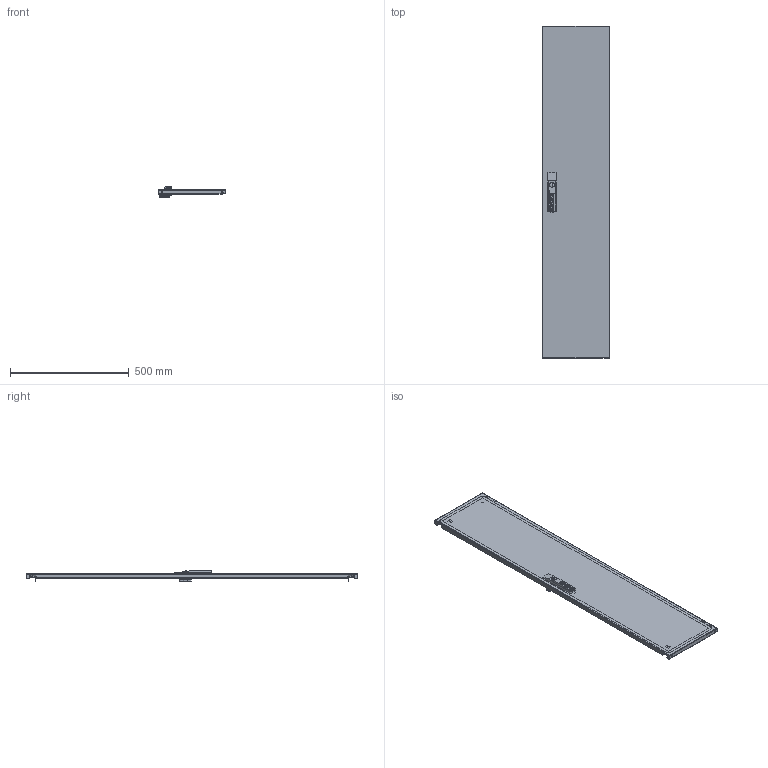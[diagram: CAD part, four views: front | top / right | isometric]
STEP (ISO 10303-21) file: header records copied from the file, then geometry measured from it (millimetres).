
FILE_DESCRIPTION(('STEP AP214'),'1');
FILE_NAME('cctmp_984ADD4B-AE90-4F98-8FBC-C7F6EA2F1287_2023_07_22_16_00_08_0391..stp','2023-07-22T14:00:09',('SIEMENS A&D'),('CADClick - www.CADClick.com'),'Spatial InterOp 3D postprocessed',' ','unknown authorization');
FILE_SCHEMA(('AUTOMOTIVE_DESIGN'));
Length unit declared in the file: millimetre
Products named in the file (12): cc_unnamed; 2023_07_22_16_00_08_0354; 2023_07_22_16_00_08_0350; 2023_07_22_16_00_08_0346; 2023_07_22_16_00_08_0342; 2023_07_22_16_00_08_0338; 2023_07_22_16_00_08_0334; 2023_07_22_16_00_08_0331; 2023_07_22_16_00_08_0327; 2023_07_22_16_00_08_0323; 2023_07_22_16_00_08_0319; 2023_07_22_16_00_08_0315
Assembly tree (11 placements, depth 2):
  cc_unnamed
    2023_07_22_16_00_08_0354
    2023_07_22_16_00_08_0350
    2023_07_22_16_00_08_0346
    2023_07_22_16_00_08_0342
    2023_07_22_16_00_08_0338
    2023_07_22_16_00_08_0334
    2023_07_22_16_00_08_0331
    2023_07_22_16_00_08_0327
    2023_07_22_16_00_08_0323
    2023_07_22_16_00_08_0319
    2023_07_22_16_00_08_0315
Bounding box: 284.5 x 1396 x 45.51 mm (x, y, z)
Volume: 769204.3 mm3; surface area: 1061416 mm2
Topology: 11 solids, 11 shells, 749 faces, 1996 edges, 1295 vertices
Faces by surface type: plane 440, cylinder 256, torus 42, cone 9, sphere 2
Entity records: 26174 total; most frequent: CARTESIAN_POINT 4389, DIRECTION 4118, ORIENTED_EDGE 3980, EDGE_CURVE 1990, AXIS2_PLACEMENT_3D 1386, LINE 1346, VECTOR 1346, VERTEX_POINT 1295
